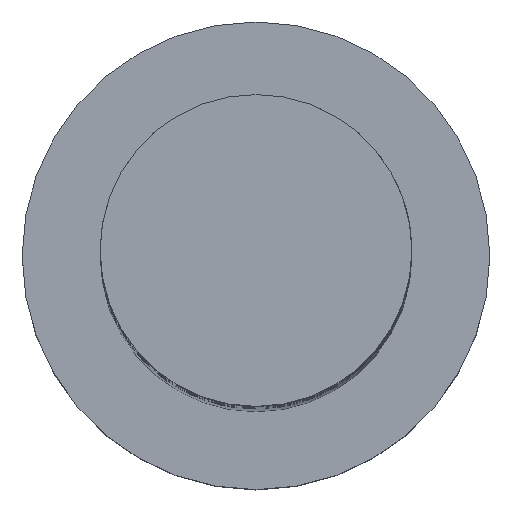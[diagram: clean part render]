
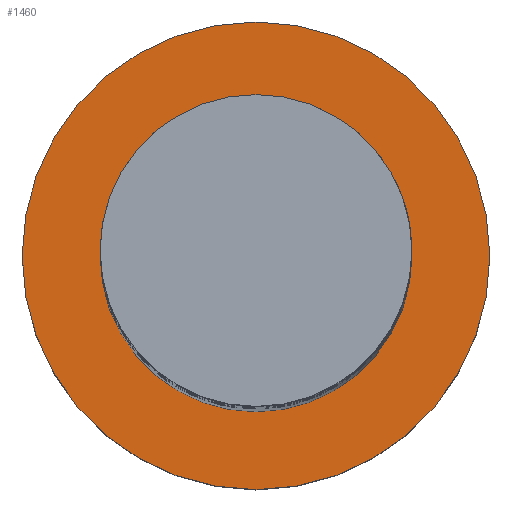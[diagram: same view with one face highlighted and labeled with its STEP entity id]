
A CAD part, top view. The second image highlights one B-rep face of the part: STEP entity #1460.
In plain terms, the highlighted planar face has unit normal (0, 0, 1).
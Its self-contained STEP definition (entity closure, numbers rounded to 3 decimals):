
#30 = EDGE_LOOP ( 'NONE', ( #906, #845 ) ) ;
#102 = CARTESIAN_POINT ( 'NONE',  ( 0., 0., 7. ) ) ;
#116 = AXIS2_PLACEMENT_3D ( 'NONE', #718, #468, #1068 ) ;
#128 = PLANE ( 'NONE',  #982 ) ;
#172 = CIRCLE ( 'NONE', #1316, 6. ) ;
#236 = FACE_OUTER_BOUND ( 'NONE', #30, .T. ) ;
#237 = CARTESIAN_POINT ( 'NONE',  ( -9., 0., 7. ) ) ;
#357 = FACE_BOUND ( 'NONE', #1186, .T. ) ;
#372 = EDGE_CURVE ( 'NONE', #528, #401, #426, .T. ) ;
#401 = VERTEX_POINT ( 'NONE', #237 ) ;
#426 = CIRCLE ( 'NONE', #1317, 9. ) ;
#427 = DIRECTION ( 'NONE',  ( 1., 0., 0. ) ) ;
#468 = DIRECTION ( 'NONE',  ( 0., 0., 1. ) ) ;
#528 = VERTEX_POINT ( 'NONE', #1111 ) ;
#544 = DIRECTION ( 'NONE',  ( 1., 0., 0. ) ) ;
#558 = AXIS2_PLACEMENT_3D ( 'NONE', #102, #1205, #1544 ) ;
#566 = DIRECTION ( 'NONE',  ( 0., 0., 1. ) ) ;
#621 = ORIENTED_EDGE ( 'NONE', *, *, #726, .F. ) ;
#656 = CARTESIAN_POINT ( 'NONE',  ( 0., 0., 7. ) ) ;
#718 = CARTESIAN_POINT ( 'NONE',  ( 0., 0., 7. ) ) ;
#720 = CARTESIAN_POINT ( 'NONE',  ( 0., 0., 7. ) ) ;
#726 = EDGE_CURVE ( 'NONE', #1218, #1011, #172, .T. ) ;
#730 = CARTESIAN_POINT ( 'NONE',  ( 0., 0., 7. ) ) ;
#820 = CARTESIAN_POINT ( 'NONE',  ( -6., 0., 7. ) ) ;
#845 = ORIENTED_EDGE ( 'NONE', *, *, #372, .T. ) ;
#846 = EDGE_CURVE ( 'NONE', #401, #528, #1161, .T. ) ;
#906 = ORIENTED_EDGE ( 'NONE', *, *, #846, .T. ) ;
#954 = CARTESIAN_POINT ( 'NONE',  ( 6., 0., 7. ) ) ;
#982 = AXIS2_PLACEMENT_3D ( 'NONE', #730, #566, #427 ) ;
#1010 = EDGE_CURVE ( 'NONE', #1011, #1218, #1295, .T. ) ;
#1011 = VERTEX_POINT ( 'NONE', #954 ) ;
#1068 = DIRECTION ( 'NONE',  ( 1., 0., 0. ) ) ;
#1111 = CARTESIAN_POINT ( 'NONE',  ( 9., 0., 7. ) ) ;
#1161 = CIRCLE ( 'NONE', #558, 9. ) ;
#1186 = EDGE_LOOP ( 'NONE', ( #621, #1543 ) ) ;
#1205 = DIRECTION ( 'NONE',  ( 0., 0., 1. ) ) ;
#1207 = DIRECTION ( 'NONE',  ( 1., 0., 0. ) ) ;
#1218 = VERTEX_POINT ( 'NONE', #820 ) ;
#1295 = CIRCLE ( 'NONE', #116, 6. ) ;
#1316 = AXIS2_PLACEMENT_3D ( 'NONE', #656, #1403, #544 ) ;
#1317 = AXIS2_PLACEMENT_3D ( 'NONE', #720, #1333, #1207 ) ;
#1333 = DIRECTION ( 'NONE',  ( 0., 0., 1. ) ) ;
#1403 = DIRECTION ( 'NONE',  ( 0., 0., 1. ) ) ;
#1460 = ADVANCED_FACE ( 'NONE', ( #357, #236 ), #128, .T. ) ;
#1543 = ORIENTED_EDGE ( 'NONE', *, *, #1010, .F. ) ;
#1544 = DIRECTION ( 'NONE',  ( 1., 0., 0. ) ) ;
